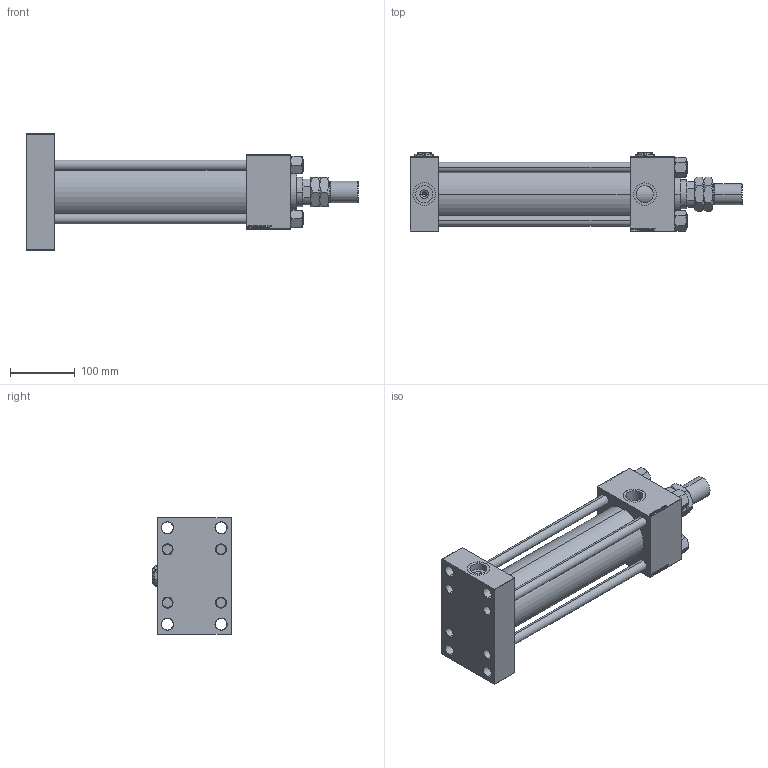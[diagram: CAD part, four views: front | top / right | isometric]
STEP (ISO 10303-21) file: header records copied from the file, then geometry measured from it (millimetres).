
FILE_DESCRIPTION (( 'STEP AP203' ), '1' );
FILE_NAME ('95a7.STEP', '2022-04-15T20:34:28', ( '' ), ( '' ), 'SwSTEP 2.0', 'SolidWorks 2019', '' );
FILE_SCHEMA (( 'CONFIG_CONTROL_DESIGN' ));
Length unit declared in the file: millimetre
Products named in the file (8): 95a7; NUT_M5_E dac38e80ee743a937125619a114edf8a; V215CR_VCP_E dac38e80ee743a937125619a114edf8a; V215_VC_A dac38e80ee743a937125619a114edf8a; Zatka_pro_OIL_PORT dac38e80ee743a937125619a114edf8a; V215CR_TYCINKA_E dac38e80ee743a937125619a114edf8a; V215CR_E_Body dac38e80ee743a937125619a114edf8a; MTA dac38e80ee743a937125619a114edf8a
Assembly tree (14 placements, depth 2):
  95a7
    V215CR_E_Body dac38e80ee743a937125619a114edf8a
    V215CR_VCP_E dac38e80ee743a937125619a114edf8a
    V215CR_TYCINKA_E dac38e80ee743a937125619a114edf8a  x4
    NUT_M5_E dac38e80ee743a937125619a114edf8a  x4
    V215_VC_A dac38e80ee743a937125619a114edf8a
    MTA dac38e80ee743a937125619a114edf8a
    Zatka_pro_OIL_PORT dac38e80ee743a937125619a114edf8a  x2
Bounding box: 513 x 122 x 180 mm (x, y, z)
Volume: 2922036.6 mm3; surface area: 534191 mm2
Topology: 14 solids, 14 shells, 1339 faces, 3351 edges, 2154 vertices
Faces by surface type: plane 610, bspline 392, cone 222, cylinder 105, torus 10
Entity records: 54345 total; most frequent: CARTESIAN_POINT 28492, ORIENTED_EDGE 5774, DIRECTION 3821, EDGE_CURVE 2887, VERTEX_POINT 1874, LINE 1647, VECTOR 1647, EDGE_LOOP 1285
